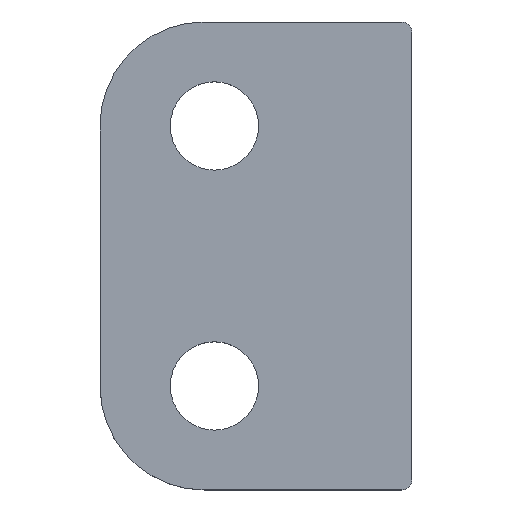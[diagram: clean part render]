
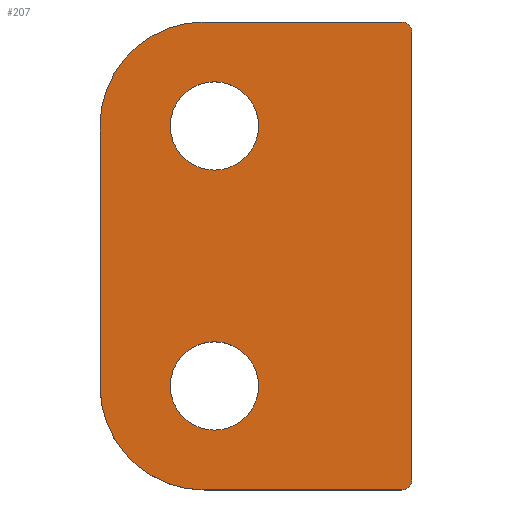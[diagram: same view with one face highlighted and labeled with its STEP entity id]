
A CAD part, top view. The second image highlights one B-rep face of the part: STEP entity #207.
In plain terms, the highlighted planar face has unit normal (0, 0, 1).
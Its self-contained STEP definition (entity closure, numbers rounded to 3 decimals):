
#43 = VERTEX_POINT('',#44);
#44 = CARTESIAN_POINT('',(10.,45.,4.));
#50 = EDGE_CURVE('',#43,#51,#53,.T.);
#51 = VERTEX_POINT('',#52);
#52 = CARTESIAN_POINT('',(29.,45.,4.));
#53 = LINE('',#54,#55);
#54 = CARTESIAN_POINT('',(0.,45.,4.));
#55 = VECTOR('',#56,1.);
#56 = DIRECTION('',(1.,0.,0.));
#163 = VERTEX_POINT('',#164);
#164 = CARTESIAN_POINT('',(30.,44.,4.));
#170 = EDGE_CURVE('',#51,#163,#171,.T.);
#171 = CIRCLE('',#172,1.);
#172 = AXIS2_PLACEMENT_3D('',#173,#174,#175);
#173 = CARTESIAN_POINT('',(29.,44.,4.));
#174 = DIRECTION('',(-0.,-0.,-1.));
#175 = DIRECTION('',(0.,-1.,0.));
#188 = VERTEX_POINT('',#189);
#189 = CARTESIAN_POINT('',(0.,35.,4.));
#195 = EDGE_CURVE('',#43,#188,#196,.T.);
#196 = CIRCLE('',#197,10.);
#197 = AXIS2_PLACEMENT_3D('',#198,#199,#200);
#198 = CARTESIAN_POINT('',(10.,35.,4.));
#199 = DIRECTION('',(-0.,0.,1.));
#200 = DIRECTION('',(0.,-1.,0.));
#207 = ADVANCED_FACE('',(#208,#253,#264),#275,.F.);
#208 = FACE_BOUND('',#209,.F.);
#209 = EDGE_LOOP('',(#210,#211,#212,#220,#229,#237,#246,#252));
#210 = ORIENTED_EDGE('',*,*,#50,.T.);
#211 = ORIENTED_EDGE('',*,*,#170,.T.);
#212 = ORIENTED_EDGE('',*,*,#213,.T.);
#213 = EDGE_CURVE('',#163,#214,#216,.T.);
#214 = VERTEX_POINT('',#215);
#215 = CARTESIAN_POINT('',(30.,1.,4.));
#216 = LINE('',#217,#218);
#217 = CARTESIAN_POINT('',(30.,45.,4.));
#218 = VECTOR('',#219,1.);
#219 = DIRECTION('',(0.,-1.,0.));
#220 = ORIENTED_EDGE('',*,*,#221,.T.);
#221 = EDGE_CURVE('',#214,#222,#224,.T.);
#222 = VERTEX_POINT('',#223);
#223 = CARTESIAN_POINT('',(29.,0.,4.));
#224 = CIRCLE('',#225,1.);
#225 = AXIS2_PLACEMENT_3D('',#226,#227,#228);
#226 = CARTESIAN_POINT('',(29.,1.,4.));
#227 = DIRECTION('',(-0.,-0.,-1.));
#228 = DIRECTION('',(0.,-1.,0.));
#229 = ORIENTED_EDGE('',*,*,#230,.T.);
#230 = EDGE_CURVE('',#222,#231,#233,.T.);
#231 = VERTEX_POINT('',#232);
#232 = CARTESIAN_POINT('',(10.,0.,4.));
#233 = LINE('',#234,#235);
#234 = CARTESIAN_POINT('',(30.,0.,4.));
#235 = VECTOR('',#236,1.);
#236 = DIRECTION('',(-1.,0.,0.));
#237 = ORIENTED_EDGE('',*,*,#238,.T.);
#238 = EDGE_CURVE('',#231,#239,#241,.T.);
#239 = VERTEX_POINT('',#240);
#240 = CARTESIAN_POINT('',(0.,10.,4.));
#241 = CIRCLE('',#242,10.);
#242 = AXIS2_PLACEMENT_3D('',#243,#244,#245);
#243 = CARTESIAN_POINT('',(10.,10.,4.));
#244 = DIRECTION('',(-0.,-0.,-1.));
#245 = DIRECTION('',(0.,-1.,0.));
#246 = ORIENTED_EDGE('',*,*,#247,.T.);
#247 = EDGE_CURVE('',#239,#188,#248,.T.);
#248 = LINE('',#249,#250);
#249 = CARTESIAN_POINT('',(0.,0.,4.));
#250 = VECTOR('',#251,1.);
#251 = DIRECTION('',(0.,1.,0.));
#252 = ORIENTED_EDGE('',*,*,#195,.F.);
#253 = FACE_BOUND('',#254,.F.);
#254 = EDGE_LOOP('',(#255));
#255 = ORIENTED_EDGE('',*,*,#256,.T.);
#256 = EDGE_CURVE('',#257,#257,#259,.T.);
#257 = VERTEX_POINT('',#258);
#258 = CARTESIAN_POINT('',(15.25,10.,4.));
#259 = CIRCLE('',#260,4.25);
#260 = AXIS2_PLACEMENT_3D('',#261,#262,#263);
#261 = CARTESIAN_POINT('',(11.,10.,4.));
#262 = DIRECTION('',(0.,0.,1.));
#263 = DIRECTION('',(1.,0.,0.));
#264 = FACE_BOUND('',#265,.F.);
#265 = EDGE_LOOP('',(#266));
#266 = ORIENTED_EDGE('',*,*,#267,.T.);
#267 = EDGE_CURVE('',#268,#268,#270,.T.);
#268 = VERTEX_POINT('',#269);
#269 = CARTESIAN_POINT('',(15.25,35.,4.));
#270 = CIRCLE('',#271,4.25);
#271 = AXIS2_PLACEMENT_3D('',#272,#273,#274);
#272 = CARTESIAN_POINT('',(11.,35.,4.));
#273 = DIRECTION('',(0.,0.,1.));
#274 = DIRECTION('',(1.,0.,0.));
#275 = PLANE('',#276);
#276 = AXIS2_PLACEMENT_3D('',#277,#278,#279);
#277 = CARTESIAN_POINT('',(15.,22.5,4.));
#278 = DIRECTION('',(-0.,-0.,-1.));
#279 = DIRECTION('',(-1.,0.,0.));
